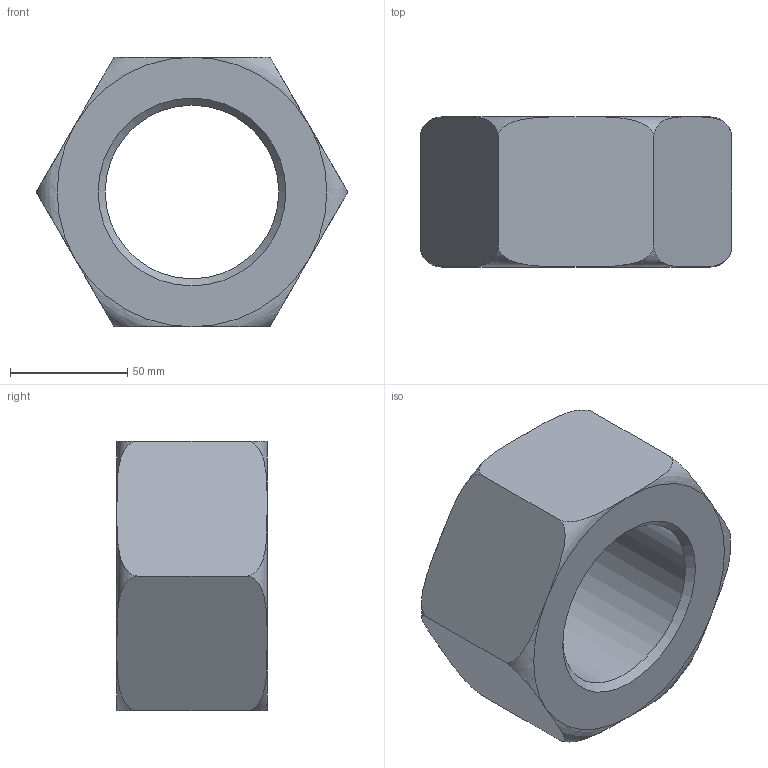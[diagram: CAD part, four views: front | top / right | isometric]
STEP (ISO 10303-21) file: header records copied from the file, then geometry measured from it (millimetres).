
FILE_DESCRIPTION (( 'STEP AP214' ), '1' );
FILE_NAME ('DIN 934 Nut M80.STEP', '2023-02-24T13:21:02', ( '' ), ( '' ), 'SwSTEP 2.0', 'SolidWorks 2020', '' );
FILE_SCHEMA (( 'AUTOMOTIVE_DESIGN' ));
Length unit declared in the file: millimetre
Products named in the file (1): DIN 934 Nut M80
Bounding box: 132.79 x 64 x 115 mm (x, y, z)
Volume: 454039.1 mm3; surface area: 53207.5 mm2
Topology: 1 solids, 1 shells, 23 faces, 58 edges, 37 vertices
Faces by surface type: torus 12, plane 8, cone 2, cylinder 1
Full cylindrical faces by diameter (mm): 74 x1
Entity records: 1448 total; most frequent: CARTESIAN_POINT 890, ORIENTED_EDGE 110, DIRECTION 95, EDGE_CURVE 55, AXIS2_PLACEMENT_3D 40, VERTEX_POINT 37, EDGE_LOOP 28, B_SPLINE_CURVE_WITH_KNOTS 24
